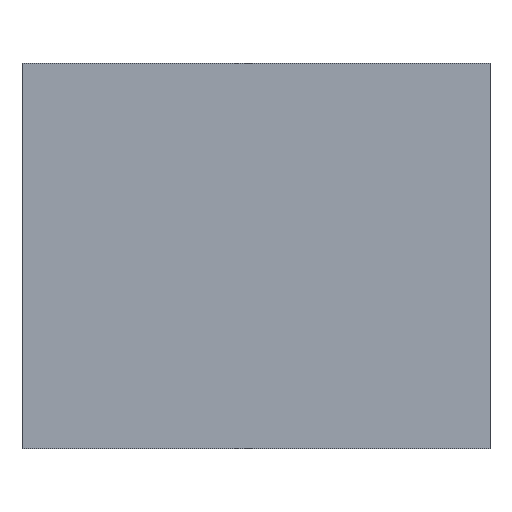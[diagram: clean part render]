
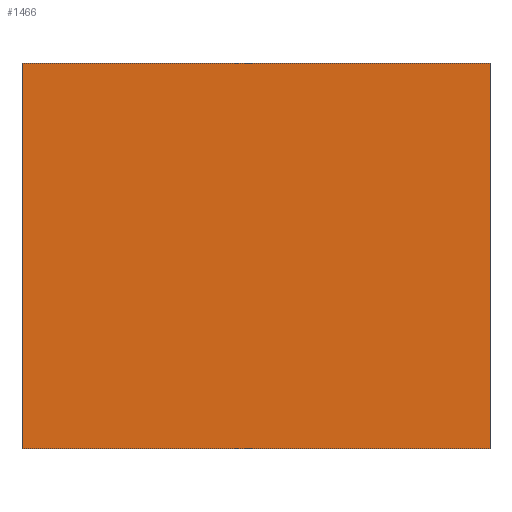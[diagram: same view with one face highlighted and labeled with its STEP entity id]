
A CAD part, top view. The second image highlights one B-rep face of the part: STEP entity #1466.
In plain terms, the highlighted planar face has unit normal (0, 0, 1).
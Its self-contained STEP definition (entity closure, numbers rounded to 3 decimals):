
#80=PLANE('',#1601);
#158=FACE_OUTER_BOUND('',#257,.T.);
#257=EDGE_LOOP('',(#1273,#1274,#1275,#1276));
#419=LINE('',#2402,#579);
#421=LINE('',#2407,#581);
#425=LINE('',#2413,#585);
#427=LINE('',#2416,#587);
#579=VECTOR('',#1962,10.);
#581=VECTOR('',#1966,10.);
#585=VECTOR('',#1972,10.);
#587=VECTOR('',#1976,10.);
#767=VERTEX_POINT('',#2396);
#769=VERTEX_POINT('',#2400);
#770=VERTEX_POINT('',#2404);
#771=VERTEX_POINT('',#2406);
#953=EDGE_CURVE('',#767,#769,#419,.T.);
#955=EDGE_CURVE('',#770,#771,#421,.T.);
#959=EDGE_CURVE('',#771,#769,#425,.T.);
#961=EDGE_CURVE('',#767,#770,#427,.T.);
#1273=ORIENTED_EDGE('',*,*,#961,.F.);
#1274=ORIENTED_EDGE('',*,*,#953,.T.);
#1275=ORIENTED_EDGE('',*,*,#959,.F.);
#1276=ORIENTED_EDGE('',*,*,#955,.F.);
#1466=ADVANCED_FACE('',(#158),#80,.T.);
#1601=AXIS2_PLACEMENT_3D('',#2415,#1974,#1975);
#1962=DIRECTION('',(0.,-1.,0.));
#1966=DIRECTION('',(0.,-1.,0.));
#1972=DIRECTION('',(-1.,0.,0.));
#1974=DIRECTION('center_axis',(0.,0.,1.));
#1975=DIRECTION('ref_axis',(0.,1.,0.));
#1976=DIRECTION('',(1.,0.,0.));
#2396=CARTESIAN_POINT('',(-62.5,77.9,34.5));
#2400=CARTESIAN_POINT('',(-62.5,-25.,34.5));
#2402=CARTESIAN_POINT('',(-62.5,-20.,34.5));
#2404=CARTESIAN_POINT('',(62.5,77.9,34.5));
#2406=CARTESIAN_POINT('',(62.5,-25.,34.5));
#2407=CARTESIAN_POINT('',(62.5,-20.,34.5));
#2413=CARTESIAN_POINT('',(62.5,-25.,34.5));
#2415=CARTESIAN_POINT('Origin',(62.5,-20.,34.5));
#2416=CARTESIAN_POINT('',(62.5,77.9,34.5));
